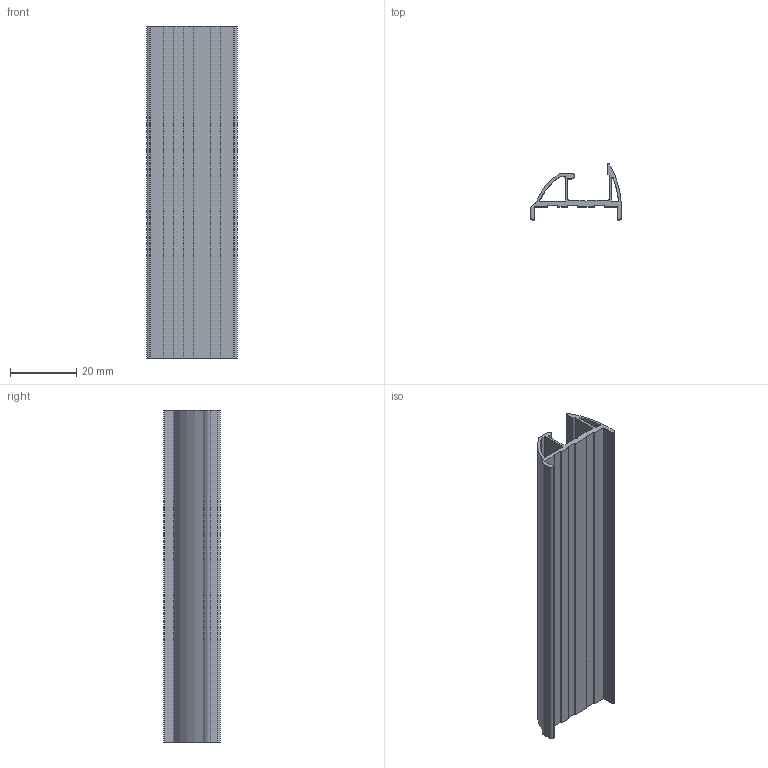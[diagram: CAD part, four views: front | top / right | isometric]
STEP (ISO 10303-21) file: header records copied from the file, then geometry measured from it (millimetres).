
FILE_DESCRIPTION(/* description */ ('PROF.CORNIC.Q25 TAMP.X INOX/PVC (ALL.30)'),/* implementation_level */ '2;1');
FILE_NAME(/* name */ 'XB42025X.stp',/* time_stamp */ '2017-03-06T11:43:33+01:00',/* author */ ('ddelbianco'),/* organization */ (''),/* preprocessor_version */ 'ST-DEVELOPER v16.1',/* originating_system */ 'Autodesk Inventor 2016',/* authorisation */ '');
FILE_SCHEMA (('CONFIG_CONTROL_DESIGN'));
Length unit declared in the file: millimetre
Products named in the file (1): XB42025X
Bounding box: 27.4 x 17 x 100 mm (x, y, z)
Volume: 8856.2 mm3; surface area: 15561.1 mm2
Topology: 1 solids, 1 shells, 59 faces, 171 edges, 114 vertices
Faces by surface type: plane 38, cylinder 21
Entity records: 1979 total; most frequent: CARTESIAN_POINT 345, ORIENTED_EDGE 342, DIRECTION 333, EDGE_CURVE 171, LINE 129, VECTOR 129, VERTEX_POINT 114, AXIS2_PLACEMENT_3D 102
